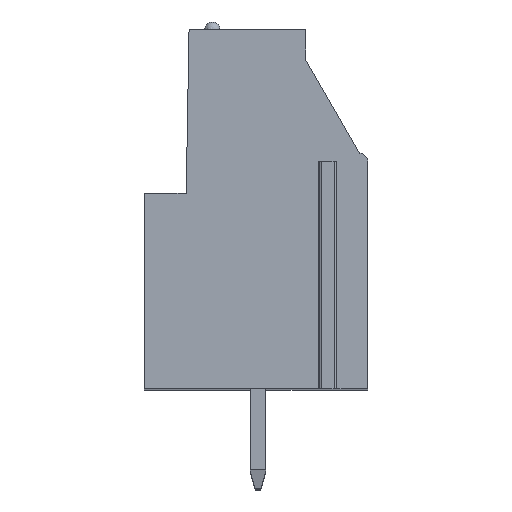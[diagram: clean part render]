
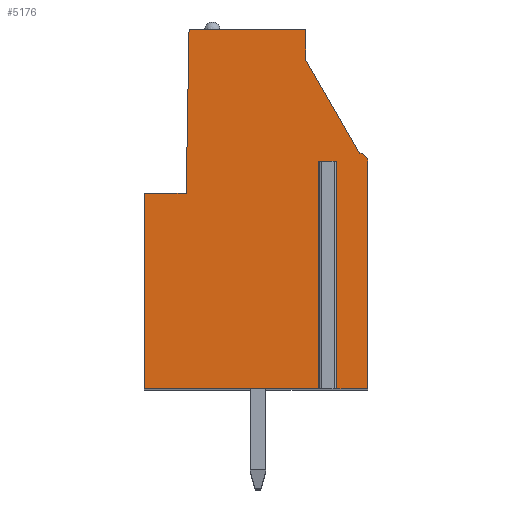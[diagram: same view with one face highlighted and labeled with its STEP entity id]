
A CAD part, top view. The second image highlights one B-rep face of the part: STEP entity #5176.
In plain terms, the highlighted planar face has unit normal (0, 0, 1).
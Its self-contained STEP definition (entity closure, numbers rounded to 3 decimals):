
#650=DIRECTION('',(1.,0.,0.));
#651=VECTOR('',#650,0.5);
#652=CARTESIAN_POINT('',(3.347,2.4,2.54));
#653=LINE('',#652,#651);
#654=DIRECTION('',(0.,1.,0.));
#655=VECTOR('',#654,11.4);
#656=CARTESIAN_POINT('',(3.347,-9.,2.54));
#657=LINE('',#656,#655);
#658=DIRECTION('',(1.,0.,0.));
#659=VECTOR('',#658,8.95);
#660=CARTESIAN_POINT('',(-5.603,-9.,2.54));
#661=LINE('',#660,#659);
#662=DIRECTION('',(0.,-1.,0.));
#663=VECTOR('',#662,9.8);
#664=CARTESIAN_POINT('',(-5.603,0.8,2.54));
#665=LINE('',#664,#663);
#666=DIRECTION('',(-1.,0.,0.));
#667=VECTOR('',#666,2.1);
#668=CARTESIAN_POINT('',(-3.503,0.8,2.54));
#669=LINE('',#668,#667);
#670=DIRECTION('',(-0.017,-1.,0.));
#671=VECTOR('',#670,8.201);
#672=CARTESIAN_POINT('',(-3.36,9.,2.54));
#673=LINE('',#672,#671);
#674=DIRECTION('',(-1.,0.,0.));
#675=VECTOR('',#674,5.86);
#676=CARTESIAN_POINT('',(2.5,9.,2.54));
#677=LINE('',#676,#675);
#678=DIRECTION('',(0.,1.,0.));
#679=VECTOR('',#678,1.523);
#680=CARTESIAN_POINT('',(2.5,7.477,2.54));
#681=LINE('',#680,#679);
#682=DIRECTION('',(-0.5,0.866,0.));
#683=VECTOR('',#682,5.394);
#684=CARTESIAN_POINT('',(5.197,2.805,2.54));
#685=LINE('',#684,#683);
#686=CARTESIAN_POINT('',(5.197,2.405,2.54));
#687=DIRECTION('',(0.,0.,1.));
#688=DIRECTION('',(1.,0.,0.));
#689=AXIS2_PLACEMENT_3D('',#686,#687,#688);
#691=DIRECTION('',(0.,1.,0.));
#692=VECTOR('',#691,11.405);
#693=CARTESIAN_POINT('',(5.597,-9.,2.54));
#694=LINE('',#693,#692);
#695=DIRECTION('',(1.,0.,0.));
#696=VECTOR('',#695,1.75);
#697=CARTESIAN_POINT('',(3.847,-9.,2.54));
#698=LINE('',#697,#696);
#699=DIRECTION('',(0.,1.,0.));
#700=VECTOR('',#699,11.4);
#701=CARTESIAN_POINT('',(3.847,-9.,2.54));
#702=LINE('',#701,#700);
#3657=CARTESIAN_POINT('',(5.597,-9.,2.54));
#3658=CARTESIAN_POINT('',(5.597,2.405,2.54));
#3659=VERTEX_POINT('',#3657);
#3660=VERTEX_POINT('',#3658);
#3661=CARTESIAN_POINT('',(5.197,2.805,2.54));
#3662=VERTEX_POINT('',#3661);
#3663=CARTESIAN_POINT('',(2.5,7.477,2.54));
#3664=VERTEX_POINT('',#3663);
#3665=CARTESIAN_POINT('',(2.5,9.,2.54));
#3666=VERTEX_POINT('',#3665);
#3667=CARTESIAN_POINT('',(-3.36,9.,2.54));
#3668=VERTEX_POINT('',#3667);
#3669=CARTESIAN_POINT('',(-3.503,0.8,2.54));
#3670=VERTEX_POINT('',#3669);
#3671=CARTESIAN_POINT('',(-5.603,0.8,2.54));
#3672=VERTEX_POINT('',#3671);
#3673=CARTESIAN_POINT('',(-5.603,-9.,2.54));
#3674=VERTEX_POINT('',#3673);
#3711=CARTESIAN_POINT('',(3.347,2.4,2.54));
#3712=CARTESIAN_POINT('',(3.847,2.4,2.54));
#3713=VERTEX_POINT('',#3711);
#3714=VERTEX_POINT('',#3712);
#3715=CARTESIAN_POINT('',(3.347,-9.,2.54));
#3716=VERTEX_POINT('',#3715);
#3717=CARTESIAN_POINT('',(3.847,-9.,2.54));
#3718=VERTEX_POINT('',#3717);
#5153=CARTESIAN_POINT('',(0.,0.,2.54));
#5154=DIRECTION('',(0.,0.,1.));
#5155=DIRECTION('',(1.,0.,0.));
#5156=AXIS2_PLACEMENT_3D('',#5153,#5154,#5155);
#5157=PLANE('',#5156);
#5159=ORIENTED_EDGE('',*,*,#5158,.F.);
#5161=ORIENTED_EDGE('',*,*,#5160,.F.);
#5162=ORIENTED_EDGE('',*,*,#4665,.F.);
#5163=ORIENTED_EDGE('',*,*,#4870,.F.);
#5164=ORIENTED_EDGE('',*,*,#4884,.F.);
#5165=ORIENTED_EDGE('',*,*,#4898,.F.);
#5166=ORIENTED_EDGE('',*,*,#4912,.F.);
#5167=ORIENTED_EDGE('',*,*,#5016,.F.);
#5168=ORIENTED_EDGE('',*,*,#5030,.F.);
#5169=ORIENTED_EDGE('',*,*,#5044,.F.);
#5170=ORIENTED_EDGE('',*,*,#5057,.F.);
#5171=ORIENTED_EDGE('',*,*,#4677,.F.);
#5173=ORIENTED_EDGE('',*,*,#5172,.T.);
#5174=EDGE_LOOP('',(#5159,#5161,#5162,#5163,#5164,#5165,#5166,#5167,#5168,#5169,
#5170,#5171,#5173));
#5175=FACE_OUTER_BOUND('',#5174,.F.);
#690=CIRCLE('',#689,0.4);
#4665=EDGE_CURVE('',#3674,#3716,#661,.T.);
#4677=EDGE_CURVE('',#3718,#3659,#698,.T.);
#4870=EDGE_CURVE('',#3672,#3674,#665,.T.);
#4884=EDGE_CURVE('',#3670,#3672,#669,.T.);
#4898=EDGE_CURVE('',#3668,#3670,#673,.T.);
#4912=EDGE_CURVE('',#3666,#3668,#677,.T.);
#5016=EDGE_CURVE('',#3664,#3666,#681,.T.);
#5030=EDGE_CURVE('',#3662,#3664,#685,.T.);
#5044=EDGE_CURVE('',#3660,#3662,#690,.T.);
#5057=EDGE_CURVE('',#3659,#3660,#694,.T.);
#5158=EDGE_CURVE('',#3713,#3714,#653,.T.);
#5160=EDGE_CURVE('',#3716,#3713,#657,.T.);
#5172=EDGE_CURVE('',#3718,#3714,#702,.T.);
#5176=ADVANCED_FACE('',(#5175),#5157,.T.);
